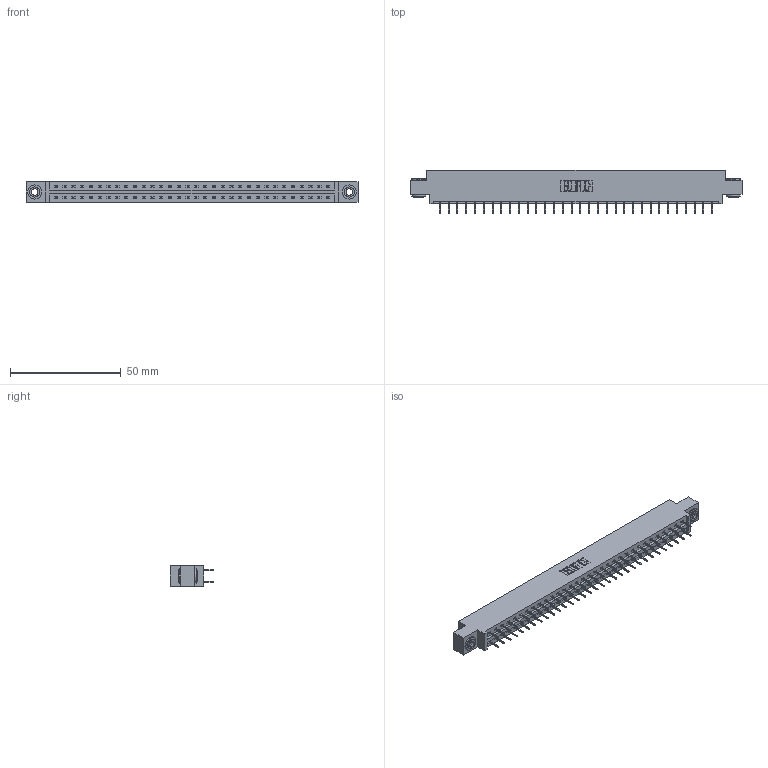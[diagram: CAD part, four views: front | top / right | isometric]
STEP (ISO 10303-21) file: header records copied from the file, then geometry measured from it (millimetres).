
FILE_DESCRIPTION (( 'STEP AP203' ), '1' );
FILE_NAME ('337-064-524-803.STEP', '2019-10-11T23:39:24', ( '' ), ( '' ), 'SwSTEP 2.0', 'SolidWorks 2016', '' );
FILE_SCHEMA (( 'CONFIG_CONTROL_DESIGN' ));
Length unit declared in the file: inch
Products named in the file (4): 337-064-524-803; 337 Part_0.170 Offset - 0.156 Dia-TH; 345-292-001_345-293-124; 345-250-002_345-250-002-102
Assembly tree (67 placements, depth 2):
  337-064-524-803
    337 Part_0.170 Offset - 0.156 Dia-TH
    345-292-001_345-293-124  x64
    345-250-002_345-250-002-102  x2
Bounding box: 149.81 x 19.69 x 9.4 mm (x, y, z)
Volume: 15460 mm3; surface area: 17412.7 mm2
Topology: 67 solids, 67 shells, 3868 faces, 10959 edges, 7046 vertices
Faces by surface type: plane 2900, cylinder 960, cone 8
Entity records: 26960 total; most frequent: CARTESIAN_POINT 4525, ORIENTED_EDGE 4454, DIRECTION 3901, EDGE_CURVE 2227, VECTOR 2079, LINE 2079, VERTEX_POINT 1478, AXIS2_PLACEMENT_3D 911
